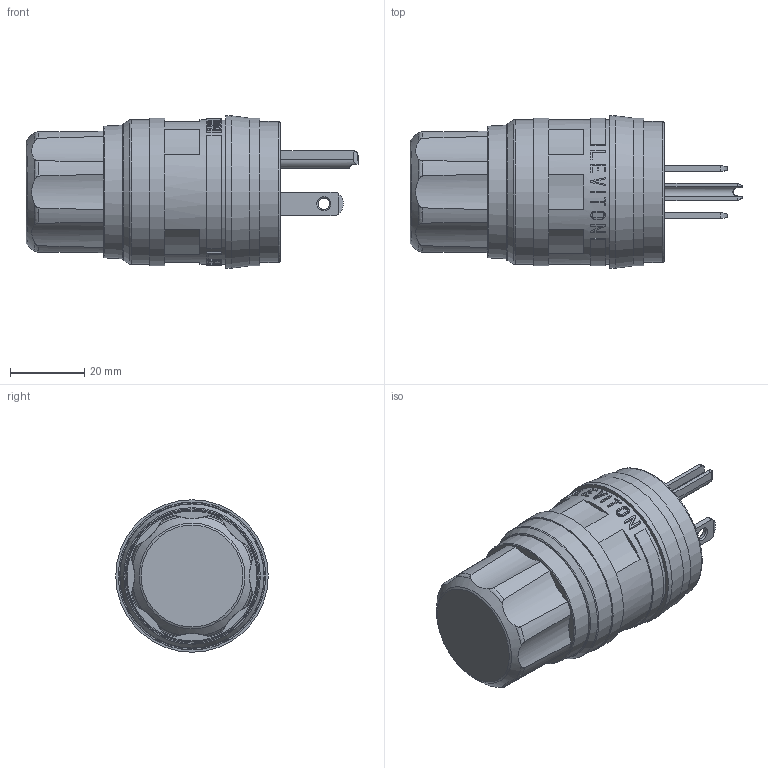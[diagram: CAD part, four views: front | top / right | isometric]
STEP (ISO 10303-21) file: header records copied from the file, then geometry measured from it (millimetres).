
FILE_DESCRIPTION (( 'STEP AP214' ), '1' );
FILE_NAME ('CATSTD-14W47-000-M01.STEP', '2019-10-25T15:41:13', ( '' ), ( '' ), 'SwSTEP 2.0', 'SolidWorks 2017', '' );
FILE_SCHEMA (( 'AUTOMOTIVE_DESIGN' ));
Length unit declared in the file: inch
Products named in the file (2): CATSTD-14W47-000-M01
Bounding box: 89.66 x 41.15 x 41.15 mm (x, y, z)
Volume: 73815.3 mm3; surface area: 12277.4 mm2
Topology: 1 solids, 1 shells, 969 faces, 2715 edges, 1810 vertices
Faces by surface type: plane 853, cylinder 81, bspline 18, cone 17
Full cylindrical faces by diameter (mm): 3.048 x2, 5.156 x3, 32.918 x1, 38.1 x1, 39.116 x2, 39.878 x2, 41.148 x1
Entity records: 44294 total; most frequent: CARTESIAN_POINT 7089, ORIENTED_EDGE 5346, DIRECTION 4643, EDGE_CURVE 2673, VECTOR 2275, LINE 2275, VERTEX_POINT 1794, AXIS2_PLACEMENT_3D 1184
